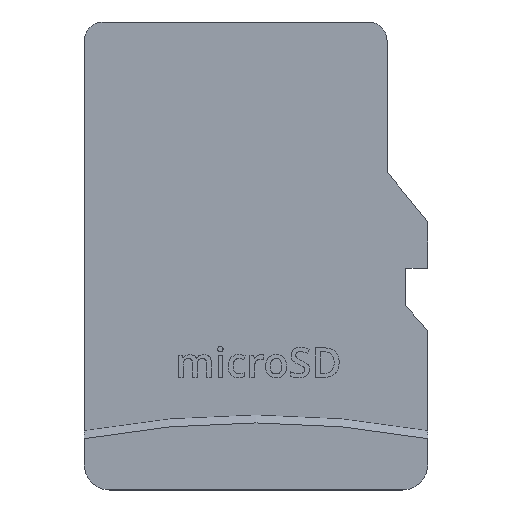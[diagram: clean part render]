
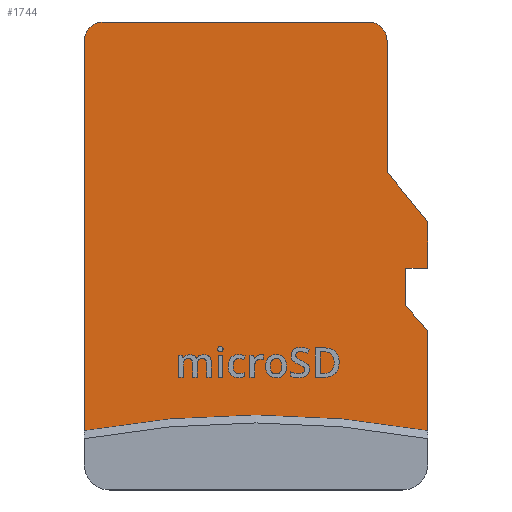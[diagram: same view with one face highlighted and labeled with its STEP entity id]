
A CAD part, top view. The second image highlights one B-rep face of the part: STEP entity #1744.
In plain terms, the highlighted planar face has unit normal (0, 0, 1).
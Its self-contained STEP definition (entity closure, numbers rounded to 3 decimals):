
#1477 = VERTEX_POINT('',#1478);
#1478 = CARTESIAN_POINT('',(-4.91,4.34,0.7));
#1484 = EDGE_CURVE('',#1485,#1477,#1487,.T.);
#1485 = VERTEX_POINT('',#1486);
#1486 = CARTESIAN_POINT('',(-4.91,-8.162,0.7));
#1487 = LINE('',#1488,#1489);
#1488 = CARTESIAN_POINT('',(-4.91,-8.162,0.7));
#1489 = VECTOR('',#1490,1.);
#1490 = DIRECTION('',(0.,1.,0.));
#1617 = VERTEX_POINT('',#1618);
#1618 = CARTESIAN_POINT('',(6.09,-8.162,0.7));
#1624 = EDGE_CURVE('',#1617,#1485,#1625,.T.);
#1625 = CIRCLE('',#1626,30.5);
#1626 = AXIS2_PLACEMENT_3D('',#1627,#1628,#1629);
#1627 = CARTESIAN_POINT('',(0.59,-38.162,0.7));
#1628 = DIRECTION('',(0.,0.,1.));
#1629 = DIRECTION('',(1.,0.,-0.));
#1744 = ADVANCED_FACE('',(#1745),#1829,.T.);
#1745 = FACE_BOUND('',#1746,.T.);
#1746 = EDGE_LOOP('',(#1747,#1748,#1749,#1757,#1765,#1773,#1781,#1789,
    #1797,#1805,#1814,#1822));
#1747 = ORIENTED_EDGE('',*,*,#1484,.F.);
#1748 = ORIENTED_EDGE('',*,*,#1624,.F.);
#1749 = ORIENTED_EDGE('',*,*,#1750,.F.);
#1750 = EDGE_CURVE('',#1751,#1617,#1753,.T.);
#1751 = VERTEX_POINT('',#1752);
#1752 = CARTESIAN_POINT('',(6.09,-4.94,0.7));
#1753 = LINE('',#1754,#1755);
#1754 = CARTESIAN_POINT('',(6.09,5.021,0.7));
#1755 = VECTOR('',#1756,1.);
#1756 = DIRECTION('',(0.,-1.,0.));
#1757 = ORIENTED_EDGE('',*,*,#1758,.F.);
#1758 = EDGE_CURVE('',#1759,#1751,#1761,.T.);
#1759 = VERTEX_POINT('',#1760);
#1760 = CARTESIAN_POINT('',(5.39,-4.16,0.7));
#1761 = LINE('',#1762,#1763);
#1762 = CARTESIAN_POINT('',(3.661,-2.233,0.7));
#1763 = VECTOR('',#1764,1.);
#1764 = DIRECTION('',(0.668,-0.744,0.));
#1765 = ORIENTED_EDGE('',*,*,#1766,.F.);
#1766 = EDGE_CURVE('',#1767,#1759,#1769,.T.);
#1767 = VERTEX_POINT('',#1768);
#1768 = CARTESIAN_POINT('',(5.39,-2.96,0.7));
#1769 = LINE('',#1770,#1771);
#1770 = CARTESIAN_POINT('',(5.39,-2.235,0.7));
#1771 = VECTOR('',#1772,1.);
#1772 = DIRECTION('',(0.,-1.,0.));
#1773 = ORIENTED_EDGE('',*,*,#1774,.T.);
#1774 = EDGE_CURVE('',#1767,#1775,#1777,.T.);
#1775 = VERTEX_POINT('',#1776);
#1776 = CARTESIAN_POINT('',(6.09,-2.96,0.7));
#1777 = LINE('',#1778,#1779);
#1778 = CARTESIAN_POINT('',(2.99,-2.96,0.7));
#1779 = VECTOR('',#1780,1.);
#1780 = DIRECTION('',(1.,0.,0.));
#1781 = ORIENTED_EDGE('',*,*,#1782,.F.);
#1782 = EDGE_CURVE('',#1783,#1775,#1785,.T.);
#1783 = VERTEX_POINT('',#1784);
#1784 = CARTESIAN_POINT('',(6.09,-1.46,0.7));
#1785 = LINE('',#1786,#1787);
#1786 = CARTESIAN_POINT('',(6.09,5.021,0.7));
#1787 = VECTOR('',#1788,1.);
#1788 = DIRECTION('',(0.,-1.,0.));
#1789 = ORIENTED_EDGE('',*,*,#1790,.T.);
#1790 = EDGE_CURVE('',#1783,#1791,#1793,.T.);
#1791 = VERTEX_POINT('',#1792);
#1792 = CARTESIAN_POINT('',(4.79,0.14,0.7));
#1793 = LINE('',#1794,#1795);
#1794 = CARTESIAN_POINT('',(5.009,-0.129,0.7));
#1795 = VECTOR('',#1796,1.);
#1796 = DIRECTION('',(-0.631,0.776,0.));
#1797 = ORIENTED_EDGE('',*,*,#1798,.T.);
#1798 = EDGE_CURVE('',#1791,#1799,#1801,.T.);
#1799 = VERTEX_POINT('',#1800);
#1800 = CARTESIAN_POINT('',(4.79,4.34,0.7));
#1801 = LINE('',#1802,#1803);
#1802 = CARTESIAN_POINT('',(4.79,-0.685,0.7));
#1803 = VECTOR('',#1804,1.);
#1804 = DIRECTION('',(0.,1.,0.));
#1805 = ORIENTED_EDGE('',*,*,#1806,.F.);
#1806 = EDGE_CURVE('',#1807,#1799,#1809,.T.);
#1807 = VERTEX_POINT('',#1808);
#1808 = CARTESIAN_POINT('',(4.19,4.94,0.7));
#1809 = CIRCLE('',#1810,0.6);
#1810 = AXIS2_PLACEMENT_3D('',#1811,#1812,#1813);
#1811 = CARTESIAN_POINT('',(4.19,4.34,0.7));
#1812 = DIRECTION('',(0.,0.,-1.));
#1813 = DIRECTION('',(1.,0.,0.));
#1814 = ORIENTED_EDGE('',*,*,#1815,.T.);
#1815 = EDGE_CURVE('',#1807,#1816,#1818,.T.);
#1816 = VERTEX_POINT('',#1817);
#1817 = CARTESIAN_POINT('',(-4.31,4.94,0.7));
#1818 = LINE('',#1819,#1820);
#1819 = CARTESIAN_POINT('',(2.39,4.94,0.7));
#1820 = VECTOR('',#1821,1.);
#1821 = DIRECTION('',(-1.,0.,0.));
#1822 = ORIENTED_EDGE('',*,*,#1823,.F.);
#1823 = EDGE_CURVE('',#1477,#1816,#1824,.T.);
#1824 = CIRCLE('',#1825,0.6);
#1825 = AXIS2_PLACEMENT_3D('',#1826,#1827,#1828);
#1826 = CARTESIAN_POINT('',(-4.31,4.34,0.7));
#1827 = DIRECTION('',(0.,0.,-1.));
#1828 = DIRECTION('',(1.,0.,0.));
#1829 = PLANE('',#1830);
#1830 = AXIS2_PLACEMENT_3D('',#1831,#1832,#1833);
#1831 = CARTESIAN_POINT('',(0.59,-1.51,0.7));
#1832 = DIRECTION('',(0.,0.,1.));
#1833 = DIRECTION('',(1.,0.,-0.));
